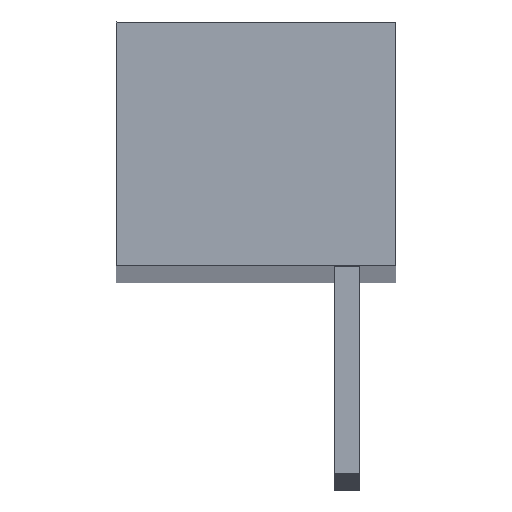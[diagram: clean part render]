
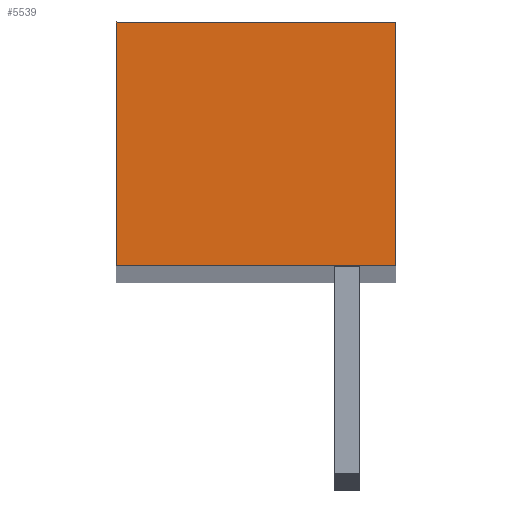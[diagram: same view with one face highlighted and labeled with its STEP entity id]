
A CAD part, top view. The second image highlights one B-rep face of the part: STEP entity #5539.
In plain terms, the highlighted planar face has unit normal (0, 0, 1).
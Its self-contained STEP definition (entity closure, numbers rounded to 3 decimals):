
#169 = CARTESIAN_POINT ( 'NONE',  ( 0., 0., 270. ) ) ;
#492 = EDGE_CURVE ( 'NONE', #4655, #938, #2392, .T. ) ;
#548 = ORIENTED_EDGE ( 'NONE', *, *, #4163, .T. ) ;
#577 = ORIENTED_EDGE ( 'NONE', *, *, #492, .T. ) ;
#661 = EDGE_LOOP ( 'NONE', ( #577, #548, #1183, #3941 ) ) ;
#662 = VECTOR ( 'NONE', #1312, 1000. ) ;
#938 = VERTEX_POINT ( 'NONE', #2314 ) ;
#964 = VECTOR ( 'NONE', #4834, 1000. ) ;
#1126 = DIRECTION ( 'NONE',  ( -1., 0., 0. ) ) ;
#1183 = ORIENTED_EDGE ( 'NONE', *, *, #5962, .T. ) ;
#1312 = DIRECTION ( 'NONE',  ( 0., -1., 0. ) ) ;
#1440 = CARTESIAN_POINT ( 'NONE',  ( 15.5, 13.5, 270. ) ) ;
#1593 = PLANE ( 'NONE',  #3928 ) ;
#1626 = DIRECTION ( 'NONE',  ( 1., 0., 0. ) ) ;
#1634 = LINE ( 'NONE', #2132, #3400 ) ;
#1660 = FACE_OUTER_BOUND ( 'NONE', #661, .T. ) ;
#1686 = CARTESIAN_POINT ( 'NONE',  ( 0., 13.5, 270. ) ) ;
#1872 = EDGE_CURVE ( 'NONE', #5801, #4655, #2355, .T. ) ;
#2132 = CARTESIAN_POINT ( 'NONE',  ( 15.5, 0., 270. ) ) ;
#2314 = CARTESIAN_POINT ( 'NONE',  ( 0., 0., 270. ) ) ;
#2355 = LINE ( 'NONE', #6419, #964 ) ;
#2392 = LINE ( 'NONE', #169, #662 ) ;
#2745 = VERTEX_POINT ( 'NONE', #3124 ) ;
#3124 = CARTESIAN_POINT ( 'NONE',  ( 15.5, 0., 270. ) ) ;
#3400 = VECTOR ( 'NONE', #4220, 1000. ) ;
#3582 = LINE ( 'NONE', #5236, #3988 ) ;
#3928 = AXIS2_PLACEMENT_3D ( 'NONE', #5766, #5207, #1126 ) ;
#3941 = ORIENTED_EDGE ( 'NONE', *, *, #1872, .T. ) ;
#3988 = VECTOR ( 'NONE', #1626, 1000. ) ;
#4163 = EDGE_CURVE ( 'NONE', #938, #2745, #3582, .T. ) ;
#4220 = DIRECTION ( 'NONE',  ( 0., 1., 0. ) ) ;
#4655 = VERTEX_POINT ( 'NONE', #1686 ) ;
#4834 = DIRECTION ( 'NONE',  ( -1., 0., 0. ) ) ;
#5207 = DIRECTION ( 'NONE',  ( 0., 0., -1. ) ) ;
#5236 = CARTESIAN_POINT ( 'NONE',  ( 0., 0., 270. ) ) ;
#5539 = ADVANCED_FACE ( 'NONE', ( #1660 ), #1593, .F. ) ;
#5766 = CARTESIAN_POINT ( 'NONE',  ( 0., 0., 270. ) ) ;
#5801 = VERTEX_POINT ( 'NONE', #1440 ) ;
#5962 = EDGE_CURVE ( 'NONE', #2745, #5801, #1634, .T. ) ;
#6419 = CARTESIAN_POINT ( 'NONE',  ( 0., 13.5, 270. ) ) ;
